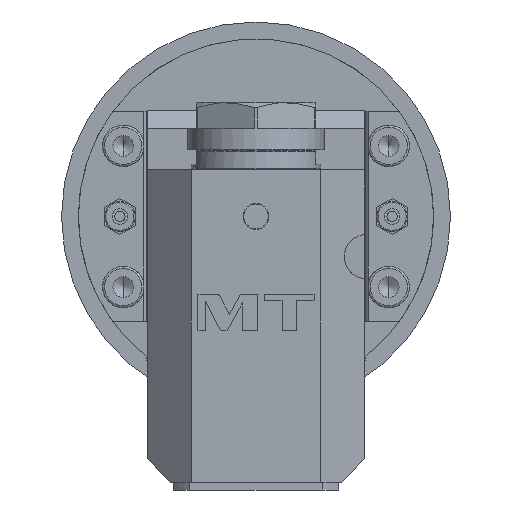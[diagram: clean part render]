
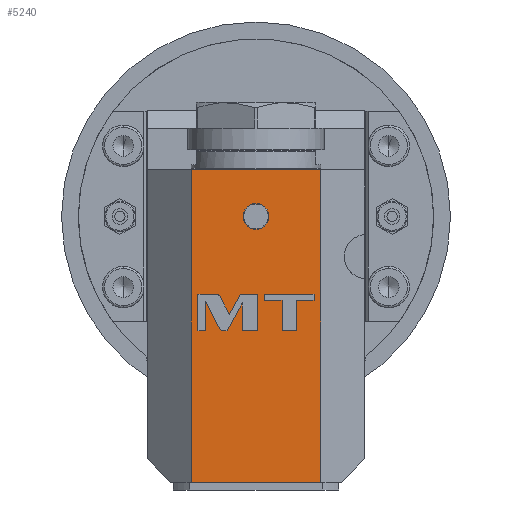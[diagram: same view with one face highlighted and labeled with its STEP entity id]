
A CAD part, left-side view. The second image highlights one B-rep face of the part: STEP entity #5240.
In plain terms, the highlighted planar face has unit normal (-1, 0, 0).
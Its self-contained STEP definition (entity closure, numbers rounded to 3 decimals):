
#691=DIRECTION('',(0.,0.,-1.));
#692=VECTOR('',#691,120.5);
#693=CARTESIAN_POINT('',(-134.,25.,18.));
#694=LINE('',#693,#692);
#695=DIRECTION('',(0.,1.,0.));
#696=VECTOR('',#695,50.);
#697=CARTESIAN_POINT('',(-134.,-25.,18.));
#698=LINE('',#697,#696);
#699=DIRECTION('',(0.,0.,1.));
#700=VECTOR('',#699,120.5);
#701=CARTESIAN_POINT('',(-134.,-25.,-102.5));
#702=LINE('',#701,#700);
#703=DIRECTION('',(0.,1.,0.));
#704=VECTOR('',#703,50.);
#705=CARTESIAN_POINT('',(-134.,-25.,-102.5));
#706=LINE('',#705,#704);
#707=CARTESIAN_POINT('',(-134.,0.,0.));
#708=DIRECTION('',(-1.,0.,0.));
#709=DIRECTION('',(0.,1.,0.));
#710=AXIS2_PLACEMENT_3D('',#707,#708,#709);
#712=CARTESIAN_POINT('',(-134.,0.,0.));
#713=DIRECTION('',(-1.,0.,0.));
#714=DIRECTION('',(0.,-1.,0.));
#715=AXIS2_PLACEMENT_3D('',#712,#713,#714);
#717=CARTESIAN_POINT('',(-134.,13.841,-30.911));
#718=CARTESIAN_POINT('',(-134.,14.131,-30.349));
#719=CARTESIAN_POINT('',(-134.,14.705,-30.));
#720=CARTESIAN_POINT('',(-134.,15.337,-30.));
#722=DIRECTION('',(0.,1.,0.));
#723=VECTOR('',#722,7.038);
#724=CARTESIAN_POINT('',(-134.,15.337,-30.));
#725=LINE('',#724,#723);
#726=DIRECTION('',(0.,0.,-1.));
#727=VECTOR('',#726,14.);
#728=CARTESIAN_POINT('',(-134.,22.375,-30.));
#729=LINE('',#728,#727);
#730=DIRECTION('',(0.,-1.,0.));
#731=VECTOR('',#730,2.912);
#732=CARTESIAN_POINT('',(-134.,22.375,-44.));
#733=LINE('',#732,#731);
#734=DIRECTION('',(0.,0.,1.));
#735=VECTOR('',#734,11.341);
#736=CARTESIAN_POINT('',(-134.,19.463,-44.));
#737=LINE('',#736,#735);
#738=DIRECTION('',(0.,-0.459,-0.888));
#739=VECTOR('',#738,11.742);
#740=CARTESIAN_POINT('',(-134.,19.463,-32.659));
#741=LINE('',#740,#739);
#742=CARTESIAN_POINT('',(-134.,14.07,-43.089));
#743=CARTESIAN_POINT('',(-134.,13.779,-43.652));
#744=CARTESIAN_POINT('',(-134.,13.204,-44.));
#745=CARTESIAN_POINT('',(-134.,12.57,-44.));
#747=DIRECTION('',(0.,-1.,0.));
#748=VECTOR('',#747,1.46);
#749=CARTESIAN_POINT('',(-134.,12.57,-44.));
#750=LINE('',#749,#748);
#751=DIRECTION('',(0.,-0.481,0.877));
#752=VECTOR('',#751,12.147);
#753=CARTESIAN_POINT('',(-134.,11.11,-44.));
#754=LINE('',#753,#752);
#755=DIRECTION('',(0.,0.,-1.));
#756=VECTOR('',#755,10.648);
#757=CARTESIAN_POINT('',(-134.,5.265,-33.352));
#758=LINE('',#757,#756);
#759=DIRECTION('',(0.,-1.,0.));
#760=VECTOR('',#759,5.891);
#761=CARTESIAN_POINT('',(-134.,5.265,-44.));
#762=LINE('',#761,#760);
#763=DIRECTION('',(0.,0.,1.));
#764=VECTOR('',#763,14.);
#765=CARTESIAN_POINT('',(-134.,-0.626,-44.));
#766=LINE('',#765,#764);
#767=DIRECTION('',(0.,1.,0.));
#768=VECTOR('',#767,6.642);
#769=CARTESIAN_POINT('',(-134.,-0.626,-30.));
#770=LINE('',#769,#768);
#771=DIRECTION('',(0.,0.481,-0.877));
#772=VECTOR('',#771,8.878);
#773=CARTESIAN_POINT('',(-134.,6.016,-30.));
#774=LINE('',#773,#772);
#775=DIRECTION('',(0.,0.459,0.888));
#776=VECTOR('',#775,7.735);
#777=CARTESIAN_POINT('',(-134.,10.288,-37.782));
#778=LINE('',#777,#776);
#779=DIRECTION('',(0.,0.,-1.));
#780=VECTOR('',#779,11.616);
#781=CARTESIAN_POINT('',(-134.,-10.041,-32.384));
#782=LINE('',#781,#780);
#783=DIRECTION('',(0.,-1.,0.));
#784=VECTOR('',#783,5.546);
#785=CARTESIAN_POINT('',(-134.,-10.041,-44.));
#786=LINE('',#785,#784);
#787=DIRECTION('',(0.,0.,1.));
#788=VECTOR('',#787,11.616);
#789=CARTESIAN_POINT('',(-134.,-15.587,-44.));
#790=LINE('',#789,#788);
#791=DIRECTION('',(0.,-1.,0.));
#792=VECTOR('',#791,6.787);
#793=CARTESIAN_POINT('',(-134.,-15.587,-32.384));
#794=LINE('',#793,#792);
#795=DIRECTION('',(0.,0.,1.));
#796=VECTOR('',#795,2.384);
#797=CARTESIAN_POINT('',(-134.,-22.374,-32.384));
#798=LINE('',#797,#796);
#799=DIRECTION('',(0.,1.,0.));
#800=VECTOR('',#799,19.12);
#801=CARTESIAN_POINT('',(-134.,-22.374,-30.));
#802=LINE('',#801,#800);
#803=DIRECTION('',(0.,0.,-1.));
#804=VECTOR('',#803,2.384);
#805=CARTESIAN_POINT('',(-134.,-3.254,-30.));
#806=LINE('',#805,#804);
#807=DIRECTION('',(0.,-1.,0.));
#808=VECTOR('',#807,6.787);
#809=CARTESIAN_POINT('',(-134.,-3.254,-32.384));
#810=LINE('',#809,#808);
#3745=CARTESIAN_POINT('',(-134.,25.,-102.5));
#3747=VERTEX_POINT('',#3745);
#3753=CARTESIAN_POINT('',(-134.,25.,18.));
#3754=VERTEX_POINT('',#3753);
#3755=CARTESIAN_POINT('',(-134.,-25.,18.));
#3757=VERTEX_POINT('',#3755);
#3760=CARTESIAN_POINT('',(-134.,-25.,-102.5));
#3762=VERTEX_POINT('',#3760);
#3815=CARTESIAN_POINT('',(-134.,5.,0.));
#3816=CARTESIAN_POINT('',(-134.,-5.,0.));
#3817=VERTEX_POINT('',#3815);
#3818=VERTEX_POINT('',#3816);
#4410=CARTESIAN_POINT('',(-134.,13.841,-30.911));
#4411=VERTEX_POINT('',#4410);
#4412=CARTESIAN_POINT('',(-134.,15.337,-30.));
#4413=VERTEX_POINT('',#4412);
#4414=CARTESIAN_POINT('',(-134.,22.375,-30.));
#4415=VERTEX_POINT('',#4414);
#4416=CARTESIAN_POINT('',(-134.,22.375,-44.));
#4417=VERTEX_POINT('',#4416);
#4418=CARTESIAN_POINT('',(-134.,19.463,-44.));
#4419=VERTEX_POINT('',#4418);
#4420=CARTESIAN_POINT('',(-134.,19.463,-32.659));
#4421=VERTEX_POINT('',#4420);
#4422=CARTESIAN_POINT('',(-134.,14.07,-43.089));
#4423=VERTEX_POINT('',#4422);
#4424=CARTESIAN_POINT('',(-134.,12.57,-44.));
#4425=VERTEX_POINT('',#4424);
#4426=CARTESIAN_POINT('',(-134.,11.11,-44.));
#4427=VERTEX_POINT('',#4426);
#4428=CARTESIAN_POINT('',(-134.,5.265,-33.352));
#4429=VERTEX_POINT('',#4428);
#4430=CARTESIAN_POINT('',(-134.,5.265,-44.));
#4431=VERTEX_POINT('',#4430);
#4432=CARTESIAN_POINT('',(-134.,-0.626,-44.));
#4433=VERTEX_POINT('',#4432);
#4434=CARTESIAN_POINT('',(-134.,-0.626,-30.));
#4435=VERTEX_POINT('',#4434);
#4436=CARTESIAN_POINT('',(-134.,6.016,-30.));
#4437=VERTEX_POINT('',#4436);
#4438=CARTESIAN_POINT('',(-134.,10.288,-37.782));
#4439=VERTEX_POINT('',#4438);
#4440=CARTESIAN_POINT('',(-134.,-10.041,-32.384));
#4441=VERTEX_POINT('',#4440);
#4442=CARTESIAN_POINT('',(-134.,-10.041,-44.));
#4443=VERTEX_POINT('',#4442);
#4444=CARTESIAN_POINT('',(-134.,-15.587,-44.));
#4445=VERTEX_POINT('',#4444);
#4446=CARTESIAN_POINT('',(-134.,-15.587,-32.384));
#4447=VERTEX_POINT('',#4446);
#4448=CARTESIAN_POINT('',(-134.,-22.374,-32.384));
#4449=VERTEX_POINT('',#4448);
#4450=CARTESIAN_POINT('',(-134.,-22.374,-30.));
#4451=VERTEX_POINT('',#4450);
#4452=CARTESIAN_POINT('',(-134.,-3.254,-30.));
#4453=VERTEX_POINT('',#4452);
#4454=CARTESIAN_POINT('',(-134.,-3.254,-32.384));
#4455=VERTEX_POINT('',#4454);
#5173=CARTESIAN_POINT('',(-134.,0.,0.));
#5174=DIRECTION('',(1.,0.,0.));
#5175=DIRECTION('',(0.,1.,0.));
#5176=AXIS2_PLACEMENT_3D('',#5173,#5174,#5175);
#5177=PLANE('',#5176);
#5178=ORIENTED_EDGE('',*,*,#5122,.F.);
#5179=ORIENTED_EDGE('',*,*,#5150,.F.);
#5180=ORIENTED_EDGE('',*,*,#5056,.F.);
#5181=ORIENTED_EDGE('',*,*,#5083,.T.);
#5182=EDGE_LOOP('',(#5178,#5179,#5180,#5181));
#5183=FACE_OUTER_BOUND('',#5182,.F.);
#5185=ORIENTED_EDGE('',*,*,#5184,.T.);
#5187=ORIENTED_EDGE('',*,*,#5186,.T.);
#5188=EDGE_LOOP('',(#5185,#5187));
#5189=FACE_BOUND('',#5188,.F.);
#5191=ORIENTED_EDGE('',*,*,#5190,.T.);
#5193=ORIENTED_EDGE('',*,*,#5192,.T.);
#5195=ORIENTED_EDGE('',*,*,#5194,.T.);
#5197=ORIENTED_EDGE('',*,*,#5196,.T.);
#5199=ORIENTED_EDGE('',*,*,#5198,.T.);
#5201=ORIENTED_EDGE('',*,*,#5200,.T.);
#5203=ORIENTED_EDGE('',*,*,#5202,.T.);
#5205=ORIENTED_EDGE('',*,*,#5204,.T.);
#5207=ORIENTED_EDGE('',*,*,#5206,.T.);
#5209=ORIENTED_EDGE('',*,*,#5208,.T.);
#5211=ORIENTED_EDGE('',*,*,#5210,.T.);
#5213=ORIENTED_EDGE('',*,*,#5212,.T.);
#5215=ORIENTED_EDGE('',*,*,#5214,.T.);
#5217=ORIENTED_EDGE('',*,*,#5216,.T.);
#5219=ORIENTED_EDGE('',*,*,#5218,.T.);
#5220=EDGE_LOOP('',(#5191,#5193,#5195,#5197,#5199,#5201,#5203,#5205,#5207,#5209,
#5211,#5213,#5215,#5217,#5219));
#5221=FACE_BOUND('',#5220,.F.);
#5223=ORIENTED_EDGE('',*,*,#5222,.T.);
#5225=ORIENTED_EDGE('',*,*,#5224,.T.);
#5227=ORIENTED_EDGE('',*,*,#5226,.T.);
#5229=ORIENTED_EDGE('',*,*,#5228,.T.);
#5231=ORIENTED_EDGE('',*,*,#5230,.T.);
#5233=ORIENTED_EDGE('',*,*,#5232,.T.);
#5235=ORIENTED_EDGE('',*,*,#5234,.T.);
#5237=ORIENTED_EDGE('',*,*,#5236,.T.);
#5238=EDGE_LOOP('',(#5223,#5225,#5227,#5229,#5231,#5233,#5235,#5237));
#5239=FACE_BOUND('',#5238,.F.);
#5240=ADVANCED_FACE('',(#5183,#5189,#5221,#5239),#5177,.F.);
#711=CIRCLE('',#710,5.);
#716=CIRCLE('',#715,5.);
#721=B_SPLINE_CURVE_WITH_KNOTS('',3,(#717,#718,#719,#720),.UNSPECIFIED.,.F.,.F.,
(4,4),(0.,1.),.UNSPECIFIED.);
#746=B_SPLINE_CURVE_WITH_KNOTS('',3,(#742,#743,#744,#745),.UNSPECIFIED.,.F.,.F.,
(4,4),(0.,1.),.UNSPECIFIED.);
#5056=EDGE_CURVE('',#3762,#3757,#702,.T.);
#5083=EDGE_CURVE('',#3762,#3747,#706,.T.);
#5122=EDGE_CURVE('',#3754,#3747,#694,.T.);
#5150=EDGE_CURVE('',#3757,#3754,#698,.T.);
#5184=EDGE_CURVE('',#3817,#3818,#711,.T.);
#5186=EDGE_CURVE('',#3818,#3817,#716,.T.);
#5190=EDGE_CURVE('',#4411,#4413,#721,.T.);
#5192=EDGE_CURVE('',#4413,#4415,#725,.T.);
#5194=EDGE_CURVE('',#4415,#4417,#729,.T.);
#5196=EDGE_CURVE('',#4417,#4419,#733,.T.);
#5198=EDGE_CURVE('',#4419,#4421,#737,.T.);
#5200=EDGE_CURVE('',#4421,#4423,#741,.T.);
#5202=EDGE_CURVE('',#4423,#4425,#746,.T.);
#5204=EDGE_CURVE('',#4425,#4427,#750,.T.);
#5206=EDGE_CURVE('',#4427,#4429,#754,.T.);
#5208=EDGE_CURVE('',#4429,#4431,#758,.T.);
#5210=EDGE_CURVE('',#4431,#4433,#762,.T.);
#5212=EDGE_CURVE('',#4433,#4435,#766,.T.);
#5214=EDGE_CURVE('',#4435,#4437,#770,.T.);
#5216=EDGE_CURVE('',#4437,#4439,#774,.T.);
#5218=EDGE_CURVE('',#4439,#4411,#778,.T.);
#5222=EDGE_CURVE('',#4441,#4443,#782,.T.);
#5224=EDGE_CURVE('',#4443,#4445,#786,.T.);
#5226=EDGE_CURVE('',#4445,#4447,#790,.T.);
#5228=EDGE_CURVE('',#4447,#4449,#794,.T.);
#5230=EDGE_CURVE('',#4449,#4451,#798,.T.);
#5232=EDGE_CURVE('',#4451,#4453,#802,.T.);
#5234=EDGE_CURVE('',#4453,#4455,#806,.T.);
#5236=EDGE_CURVE('',#4455,#4441,#810,.T.);
